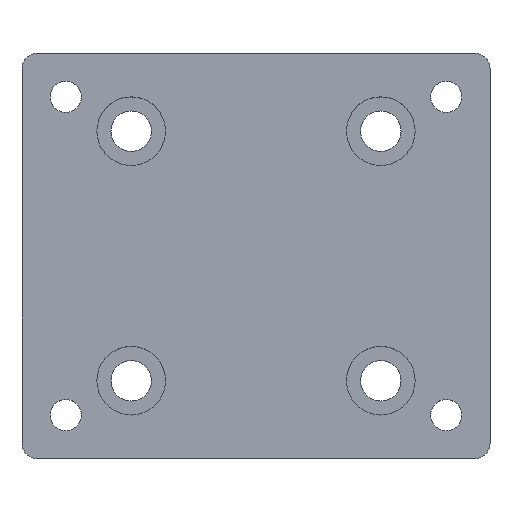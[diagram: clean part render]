
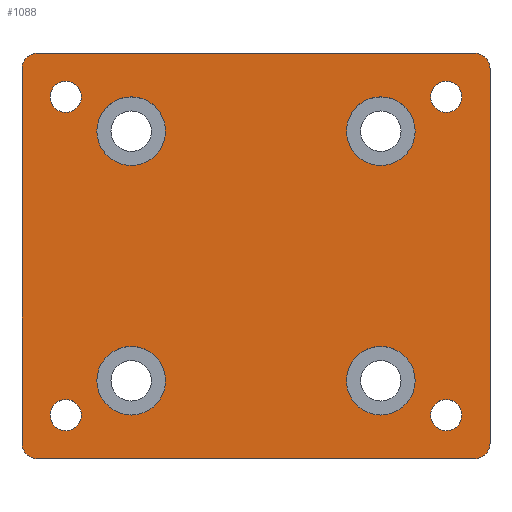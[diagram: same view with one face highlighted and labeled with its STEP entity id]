
A CAD part, top view. The second image highlights one B-rep face of the part: STEP entity #1088.
In plain terms, the highlighted planar face has unit normal (0, 0, 1).
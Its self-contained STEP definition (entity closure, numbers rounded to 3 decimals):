
#48=AXIS2_PLACEMENT_3D('Circle Axis2P3D',#46,#47,$) ;
#74=AXIS2_PLACEMENT_3D('Circle Axis2P3D',#72,#73,$) ;
#105=AXIS2_PLACEMENT_3D('Circle Axis2P3D',#103,#104,$) ;
#131=AXIS2_PLACEMENT_3D('Circle Axis2P3D',#129,#130,$) ;
#162=AXIS2_PLACEMENT_3D('Circle Axis2P3D',#160,#161,$) ;
#188=AXIS2_PLACEMENT_3D('Circle Axis2P3D',#186,#187,$) ;
#219=AXIS2_PLACEMENT_3D('Circle Axis2P3D',#217,#218,$) ;
#245=AXIS2_PLACEMENT_3D('Circle Axis2P3D',#243,#244,$) ;
#511=AXIS2_PLACEMENT_3D('Circle Axis2P3D',#509,#510,$) ;
#535=AXIS2_PLACEMENT_3D('Circle Axis2P3D',#533,#534,$) ;
#582=AXIS2_PLACEMENT_3D('Circle Axis2P3D',#580,#581,$) ;
#606=AXIS2_PLACEMENT_3D('Circle Axis2P3D',#604,#605,$) ;
#648=AXIS2_PLACEMENT_3D('Circle Axis2P3D',#646,#647,$) ;
#672=AXIS2_PLACEMENT_3D('Circle Axis2P3D',#670,#671,$) ;
#714=AXIS2_PLACEMENT_3D('Circle Axis2P3D',#712,#713,$) ;
#738=AXIS2_PLACEMENT_3D('Circle Axis2P3D',#736,#737,$) ;
#780=AXIS2_PLACEMENT_3D('Circle Axis2P3D',#778,#779,$) ;
#849=AXIS2_PLACEMENT_3D('Circle Axis2P3D',#847,#848,$) ;
#904=AXIS2_PLACEMENT_3D('Circle Axis2P3D',#902,#903,$) ;
#1039=AXIS2_PLACEMENT_3D('Plane Axis2P3D',#1036,#1037,#1038) ;
#1043=AXIS2_PLACEMENT_3D('Circle Axis2P3D',#1041,#1042,$) ;
#41=CARTESIAN_POINT('Vertex',(1427.127,-302.886,431.743)) ;
#46=CARTESIAN_POINT('Axis2P3D Location',(1429.627,-302.886,431.743)) ;
#50=CARTESIAN_POINT('Vertex',(1432.127,-302.886,431.743)) ;
#72=CARTESIAN_POINT('Axis2P3D Location',(1429.627,-302.886,431.743)) ;
#98=CARTESIAN_POINT('Vertex',(1493.127,-302.886,431.743)) ;
#103=CARTESIAN_POINT('Axis2P3D Location',(1490.627,-302.886,431.743)) ;
#107=CARTESIAN_POINT('Vertex',(1488.127,-302.886,431.743)) ;
#129=CARTESIAN_POINT('Axis2P3D Location',(1490.627,-302.886,431.743)) ;
#155=CARTESIAN_POINT('Vertex',(1427.127,-353.886,431.743)) ;
#160=CARTESIAN_POINT('Axis2P3D Location',(1429.627,-353.886,431.743)) ;
#164=CARTESIAN_POINT('Vertex',(1432.127,-353.886,431.743)) ;
#186=CARTESIAN_POINT('Axis2P3D Location',(1429.627,-353.886,431.743)) ;
#212=CARTESIAN_POINT('Vertex',(1493.127,-353.886,431.743)) ;
#217=CARTESIAN_POINT('Axis2P3D Location',(1490.627,-353.886,431.743)) ;
#221=CARTESIAN_POINT('Vertex',(1488.127,-353.886,431.743)) ;
#243=CARTESIAN_POINT('Axis2P3D Location',(1490.627,-353.886,431.743)) ;
#506=CARTESIAN_POINT('Vertex',(1485.627,-348.386,431.743)) ;
#509=CARTESIAN_POINT('Axis2P3D Location',(1480.127,-348.386,431.743)) ;
#513=CARTESIAN_POINT('Vertex',(1474.627,-348.386,431.743)) ;
#533=CARTESIAN_POINT('Axis2P3D Location',(1480.127,-348.386,431.743)) ;
#577=CARTESIAN_POINT('Vertex',(1485.627,-308.386,431.743)) ;
#580=CARTESIAN_POINT('Axis2P3D Location',(1480.127,-308.386,431.743)) ;
#584=CARTESIAN_POINT('Vertex',(1474.627,-308.386,431.743)) ;
#604=CARTESIAN_POINT('Axis2P3D Location',(1480.127,-308.386,431.743)) ;
#643=CARTESIAN_POINT('Vertex',(1434.627,-348.386,431.743)) ;
#646=CARTESIAN_POINT('Axis2P3D Location',(1440.127,-348.386,431.743)) ;
#650=CARTESIAN_POINT('Vertex',(1445.627,-348.386,431.743)) ;
#670=CARTESIAN_POINT('Axis2P3D Location',(1440.127,-348.386,431.743)) ;
#709=CARTESIAN_POINT('Vertex',(1434.627,-308.386,431.743)) ;
#712=CARTESIAN_POINT('Axis2P3D Location',(1440.127,-308.386,431.743)) ;
#716=CARTESIAN_POINT('Vertex',(1445.627,-308.386,431.743)) ;
#736=CARTESIAN_POINT('Axis2P3D Location',(1440.127,-308.386,431.743)) ;
#775=CARTESIAN_POINT('Vertex',(1497.627,-358.386,431.743)) ;
#778=CARTESIAN_POINT('Axis2P3D Location',(1495.127,-358.386,431.743)) ;
#782=CARTESIAN_POINT('Vertex',(1495.127,-360.886,431.743)) ;
#802=CARTESIAN_POINT('Line Origine',(1497.627,-328.386,431.743)) ;
#806=CARTESIAN_POINT('Vertex',(1497.627,-298.386,431.743)) ;
#844=CARTESIAN_POINT('Vertex',(1495.127,-295.886,431.743)) ;
#847=CARTESIAN_POINT('Axis2P3D Location',(1495.127,-298.386,431.743)) ;
#871=CARTESIAN_POINT('Line Origine',(1460.127,-360.886,431.743)) ;
#875=CARTESIAN_POINT('Vertex',(1425.127,-360.886,431.743)) ;
#902=CARTESIAN_POINT('Axis2P3D Location',(1425.127,-358.386,431.743)) ;
#906=CARTESIAN_POINT('Vertex',(1422.627,-358.386,431.743)) ;
#926=CARTESIAN_POINT('Line Origine',(1460.127,-295.886,431.743)) ;
#930=CARTESIAN_POINT('Vertex',(1425.127,-295.886,431.743)) ;
#964=CARTESIAN_POINT('Line Origine',(1422.627,-328.386,431.743)) ;
#968=CARTESIAN_POINT('Vertex',(1422.627,-298.386,431.743)) ;
#1036=CARTESIAN_POINT('Axis2P3D Location',(0.,0.,431.743)) ;
#1041=CARTESIAN_POINT('Axis2P3D Location',(1425.127,-298.386,431.743)) ;
#47=DIRECTION('Axis2P3D Direction',(0.,-0.,1.)) ;
#73=DIRECTION('Axis2P3D Direction',(0.,-0.,1.)) ;
#104=DIRECTION('Axis2P3D Direction',(0.,-0.,1.)) ;
#130=DIRECTION('Axis2P3D Direction',(0.,-0.,1.)) ;
#161=DIRECTION('Axis2P3D Direction',(0.,-0.,1.)) ;
#187=DIRECTION('Axis2P3D Direction',(0.,-0.,1.)) ;
#218=DIRECTION('Axis2P3D Direction',(0.,-0.,1.)) ;
#244=DIRECTION('Axis2P3D Direction',(0.,-0.,1.)) ;
#510=DIRECTION('Axis2P3D Direction',(0.,0.,-1.)) ;
#534=DIRECTION('Axis2P3D Direction',(0.,0.,-1.)) ;
#581=DIRECTION('Axis2P3D Direction',(0.,0.,-1.)) ;
#605=DIRECTION('Axis2P3D Direction',(0.,0.,-1.)) ;
#647=DIRECTION('Axis2P3D Direction',(0.,0.,-1.)) ;
#671=DIRECTION('Axis2P3D Direction',(0.,0.,-1.)) ;
#713=DIRECTION('Axis2P3D Direction',(0.,0.,-1.)) ;
#737=DIRECTION('Axis2P3D Direction',(0.,0.,-1.)) ;
#779=DIRECTION('Axis2P3D Direction',(0.,0.,-1.)) ;
#803=DIRECTION('Vector Direction',(0.,-1.,0.)) ;
#848=DIRECTION('Axis2P3D Direction',(0.,0.,-1.)) ;
#872=DIRECTION('Vector Direction',(-1.,0.,0.)) ;
#903=DIRECTION('Axis2P3D Direction',(0.,0.,-1.)) ;
#927=DIRECTION('Vector Direction',(1.,0.,0.)) ;
#965=DIRECTION('Vector Direction',(0.,1.,0.)) ;
#1037=DIRECTION('Axis2P3D Direction',(0.,-0.,1.)) ;
#1038=DIRECTION('Axis2P3D XDirection',(1.,0.,0.)) ;
#1042=DIRECTION('Axis2P3D Direction',(0.,-0.,1.)) ;
#804=VECTOR('Line Direction',#803,1.) ;
#873=VECTOR('Line Direction',#872,1.) ;
#928=VECTOR('Line Direction',#927,1.) ;
#966=VECTOR('Line Direction',#965,1.) ;
#1047=ORIENTED_EDGE('',*,*,#970,.T.) ;
#1048=ORIENTED_EDGE('',*,*,#908,.F.) ;
#1049=ORIENTED_EDGE('',*,*,#877,.T.) ;
#1050=ORIENTED_EDGE('',*,*,#784,.F.) ;
#1051=ORIENTED_EDGE('',*,*,#808,.T.) ;
#1052=ORIENTED_EDGE('',*,*,#851,.F.) ;
#1053=ORIENTED_EDGE('',*,*,#932,.T.) ;
#1054=ORIENTED_EDGE('',*,*,#1045,.F.) ;
#1057=ORIENTED_EDGE('',*,*,#52,.F.) ;
#1058=ORIENTED_EDGE('',*,*,#76,.F.) ;
#1061=ORIENTED_EDGE('',*,*,#109,.F.) ;
#1062=ORIENTED_EDGE('',*,*,#133,.F.) ;
#1065=ORIENTED_EDGE('',*,*,#166,.F.) ;
#1066=ORIENTED_EDGE('',*,*,#190,.F.) ;
#1069=ORIENTED_EDGE('',*,*,#223,.F.) ;
#1070=ORIENTED_EDGE('',*,*,#247,.F.) ;
#1073=ORIENTED_EDGE('',*,*,#652,.T.) ;
#1074=ORIENTED_EDGE('',*,*,#674,.T.) ;
#1077=ORIENTED_EDGE('',*,*,#515,.T.) ;
#1078=ORIENTED_EDGE('',*,*,#537,.T.) ;
#1081=ORIENTED_EDGE('',*,*,#718,.T.) ;
#1082=ORIENTED_EDGE('',*,*,#740,.T.) ;
#1085=ORIENTED_EDGE('',*,*,#586,.T.) ;
#1086=ORIENTED_EDGE('',*,*,#608,.T.) ;
#1059=FACE_BOUND('',#1056,.T.) ;
#1063=FACE_BOUND('',#1060,.T.) ;
#1067=FACE_BOUND('',#1064,.T.) ;
#1071=FACE_BOUND('',#1068,.T.) ;
#1075=FACE_BOUND('',#1072,.T.) ;
#1079=FACE_BOUND('',#1076,.T.) ;
#1083=FACE_BOUND('',#1080,.T.) ;
#1087=FACE_BOUND('',#1084,.T.) ;
#1088=ADVANCED_FACE('PartBody',(#1055,#1059,#1063,#1067,#1071,#1075,#1079,#1083,#1087),#1040,.T.) ;
#49=CIRCLE('generated circle',#48,2.5) ;
#75=CIRCLE('generated circle',#74,2.5) ;
#106=CIRCLE('generated circle',#105,2.5) ;
#132=CIRCLE('generated circle',#131,2.5) ;
#163=CIRCLE('generated circle',#162,2.5) ;
#189=CIRCLE('generated circle',#188,2.5) ;
#220=CIRCLE('generated circle',#219,2.5) ;
#246=CIRCLE('generated circle',#245,2.5) ;
#512=CIRCLE('generated circle',#511,5.5) ;
#536=CIRCLE('generated circle',#535,5.5) ;
#583=CIRCLE('generated circle',#582,5.5) ;
#607=CIRCLE('generated circle',#606,5.5) ;
#649=CIRCLE('generated circle',#648,5.5) ;
#673=CIRCLE('generated circle',#672,5.5) ;
#715=CIRCLE('generated circle',#714,5.5) ;
#739=CIRCLE('generated circle',#738,5.5) ;
#781=CIRCLE('generated circle',#780,2.5) ;
#850=CIRCLE('generated circle',#849,2.5) ;
#905=CIRCLE('generated circle',#904,2.5) ;
#1044=CIRCLE('generated circle',#1043,2.5) ;
#52=EDGE_CURVE('',#42,#51,#49,.T.) ;
#76=EDGE_CURVE('',#51,#42,#75,.T.) ;
#109=EDGE_CURVE('',#99,#108,#106,.T.) ;
#133=EDGE_CURVE('',#108,#99,#132,.T.) ;
#166=EDGE_CURVE('',#156,#165,#163,.T.) ;
#190=EDGE_CURVE('',#165,#156,#189,.T.) ;
#223=EDGE_CURVE('',#213,#222,#220,.T.) ;
#247=EDGE_CURVE('',#222,#213,#246,.T.) ;
#515=EDGE_CURVE('',#514,#507,#512,.T.) ;
#537=EDGE_CURVE('',#507,#514,#536,.T.) ;
#586=EDGE_CURVE('',#585,#578,#583,.T.) ;
#608=EDGE_CURVE('',#578,#585,#607,.T.) ;
#652=EDGE_CURVE('',#651,#644,#649,.T.) ;
#674=EDGE_CURVE('',#644,#651,#673,.T.) ;
#718=EDGE_CURVE('',#717,#710,#715,.T.) ;
#740=EDGE_CURVE('',#710,#717,#739,.T.) ;
#784=EDGE_CURVE('',#776,#783,#781,.T.) ;
#808=EDGE_CURVE('',#776,#807,#805,.F.) ;
#851=EDGE_CURVE('',#845,#807,#850,.T.) ;
#877=EDGE_CURVE('',#876,#783,#874,.F.) ;
#908=EDGE_CURVE('',#876,#907,#905,.T.) ;
#932=EDGE_CURVE('',#845,#931,#929,.F.) ;
#970=EDGE_CURVE('',#969,#907,#967,.F.) ;
#1045=EDGE_CURVE('',#969,#931,#1044,.F.) ;
#1046=EDGE_LOOP('',(#1047,#1048,#1049,#1050,#1051,#1052,#1053,#1054)) ;
#1056=EDGE_LOOP('',(#1057,#1058)) ;
#1060=EDGE_LOOP('',(#1061,#1062)) ;
#1064=EDGE_LOOP('',(#1065,#1066)) ;
#1068=EDGE_LOOP('',(#1069,#1070)) ;
#1072=EDGE_LOOP('',(#1073,#1074)) ;
#1076=EDGE_LOOP('',(#1077,#1078)) ;
#1080=EDGE_LOOP('',(#1081,#1082)) ;
#1084=EDGE_LOOP('',(#1085,#1086)) ;
#1055=FACE_OUTER_BOUND('',#1046,.T.) ;
#805=LINE('Line',#802,#804) ;
#874=LINE('Line',#871,#873) ;
#929=LINE('Line',#926,#928) ;
#967=LINE('Line',#964,#966) ;
#1040=PLANE('',#1039) ;
#42=VERTEX_POINT('',#41) ;
#51=VERTEX_POINT('',#50) ;
#99=VERTEX_POINT('',#98) ;
#108=VERTEX_POINT('',#107) ;
#156=VERTEX_POINT('',#155) ;
#165=VERTEX_POINT('',#164) ;
#213=VERTEX_POINT('',#212) ;
#222=VERTEX_POINT('',#221) ;
#507=VERTEX_POINT('',#506) ;
#514=VERTEX_POINT('',#513) ;
#578=VERTEX_POINT('',#577) ;
#585=VERTEX_POINT('',#584) ;
#644=VERTEX_POINT('',#643) ;
#651=VERTEX_POINT('',#650) ;
#710=VERTEX_POINT('',#709) ;
#717=VERTEX_POINT('',#716) ;
#776=VERTEX_POINT('',#775) ;
#783=VERTEX_POINT('',#782) ;
#807=VERTEX_POINT('',#806) ;
#845=VERTEX_POINT('',#844) ;
#876=VERTEX_POINT('',#875) ;
#907=VERTEX_POINT('',#906) ;
#931=VERTEX_POINT('',#930) ;
#969=VERTEX_POINT('',#968) ;
